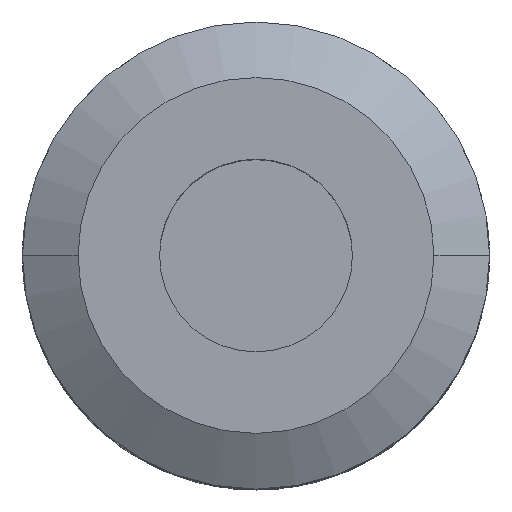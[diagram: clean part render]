
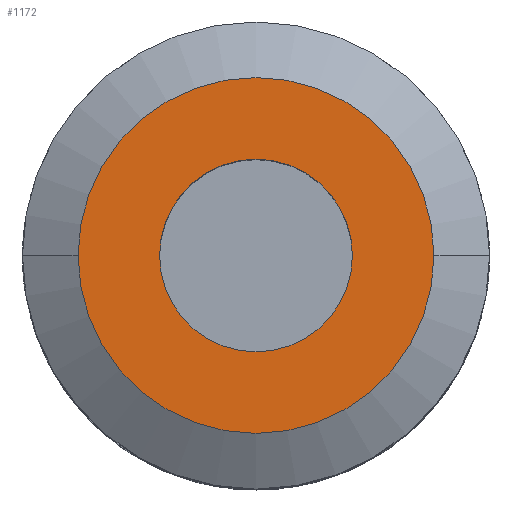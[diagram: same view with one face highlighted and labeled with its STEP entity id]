
A CAD part, top view. The second image highlights one B-rep face of the part: STEP entity #1172.
In plain terms, the highlighted planar face has unit normal (0, 0, 1).
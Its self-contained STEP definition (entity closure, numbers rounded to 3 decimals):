
#33 = DIRECTION ( 'NONE',  ( -1., 0., 0. ) ) ;
#50 = FACE_OUTER_BOUND ( 'NONE', #946, .T. ) ;
#61 = CIRCLE ( 'NONE', #225, 13. ) ;
#77 = VERTEX_POINT ( 'NONE', #581 ) ;
#225 = AXIS2_PLACEMENT_3D ( 'NONE', #618, #901, #1647 ) ;
#268 = CARTESIAN_POINT ( 'NONE',  ( 13., 0., 100. ) ) ;
#287 = DIRECTION ( 'NONE',  ( 0., 0., 1. ) ) ;
#581 = CARTESIAN_POINT ( 'NONE',  ( -24., 0., 100. ) ) ;
#618 = CARTESIAN_POINT ( 'NONE',  ( 0., 0., 100. ) ) ;
#629 = ORIENTED_EDGE ( 'NONE', *, *, #1670, .T. ) ;
#646 = VERTEX_POINT ( 'NONE', #268 ) ;
#716 = EDGE_CURVE ( 'NONE', #646, #1136, #61, .T. ) ;
#730 = DIRECTION ( 'NONE',  ( 0., 0., -1. ) ) ;
#739 = CARTESIAN_POINT ( 'NONE',  ( 0., 0., 100. ) ) ;
#778 = CARTESIAN_POINT ( 'NONE',  ( 24., 0., 100. ) ) ;
#800 = EDGE_CURVE ( 'NONE', #77, #1018, #1588, .T. ) ;
#843 = AXIS2_PLACEMENT_3D ( 'NONE', #1262, #287, #1280 ) ;
#901 = DIRECTION ( 'NONE',  ( 0., 0., -1. ) ) ;
#946 = EDGE_LOOP ( 'NONE', ( #1395, #1497 ) ) ;
#999 = CIRCLE ( 'NONE', #1165, 24. ) ;
#1018 = VERTEX_POINT ( 'NONE', #778 ) ;
#1019 = CARTESIAN_POINT ( 'NONE',  ( 0., 0., 100. ) ) ;
#1021 = ORIENTED_EDGE ( 'NONE', *, *, #716, .T. ) ;
#1030 = DIRECTION ( 'NONE',  ( 0., 0., -1. ) ) ;
#1037 = DIRECTION ( 'NONE',  ( -1., 0., 0. ) ) ;
#1083 = CIRCLE ( 'NONE', #1622, 13. ) ;
#1096 = CARTESIAN_POINT ( 'NONE',  ( 0., 0., 100. ) ) ;
#1124 = PLANE ( 'NONE',  #843 ) ;
#1136 = VERTEX_POINT ( 'NONE', #1518 ) ;
#1165 = AXIS2_PLACEMENT_3D ( 'NONE', #739, #730, #33 ) ;
#1172 = ADVANCED_FACE ( 'NONE', ( #1608, #50 ), #1124, .T. ) ;
#1262 = CARTESIAN_POINT ( 'NONE',  ( 0., 24., 100. ) ) ;
#1280 = DIRECTION ( 'NONE',  ( 1., 0., 0. ) ) ;
#1354 = EDGE_LOOP ( 'NONE', ( #629, #1021 ) ) ;
#1364 = DIRECTION ( 'NONE',  ( -1., 0., 0. ) ) ;
#1387 = DIRECTION ( 'NONE',  ( 0., 0., -1. ) ) ;
#1395 = ORIENTED_EDGE ( 'NONE', *, *, #800, .F. ) ;
#1497 = ORIENTED_EDGE ( 'NONE', *, *, #1582, .F. ) ;
#1518 = CARTESIAN_POINT ( 'NONE',  ( -13., 0., 100. ) ) ;
#1582 = EDGE_CURVE ( 'NONE', #1018, #77, #999, .T. ) ;
#1588 = CIRCLE ( 'NONE', #1605, 24. ) ;
#1605 = AXIS2_PLACEMENT_3D ( 'NONE', #1096, #1387, #1364 ) ;
#1608 = FACE_BOUND ( 'NONE', #1354, .T. ) ;
#1622 = AXIS2_PLACEMENT_3D ( 'NONE', #1019, #1030, #1037 ) ;
#1647 = DIRECTION ( 'NONE',  ( -1., 0., 0. ) ) ;
#1670 = EDGE_CURVE ( 'NONE', #1136, #646, #1083, .T. ) ;
